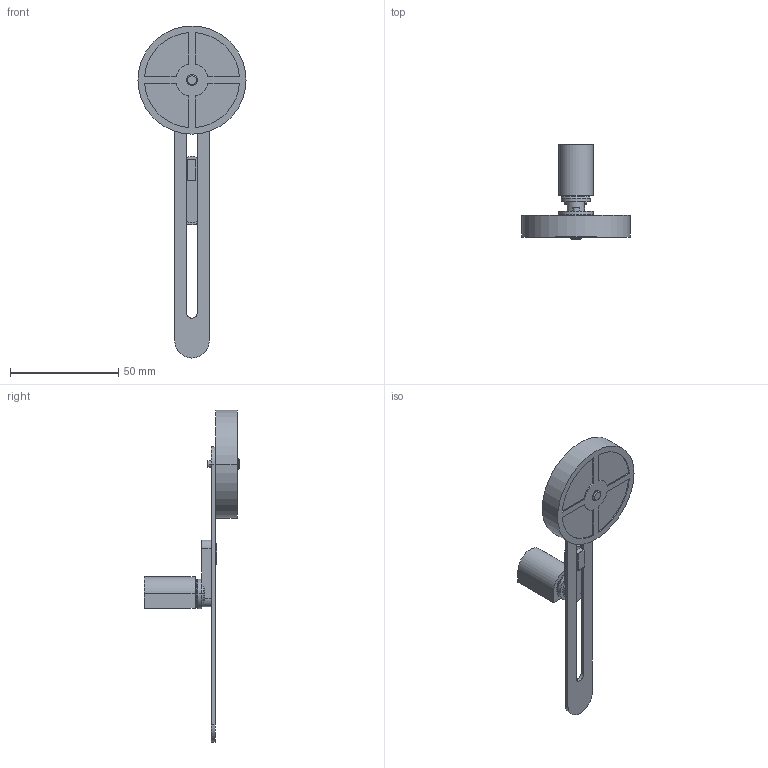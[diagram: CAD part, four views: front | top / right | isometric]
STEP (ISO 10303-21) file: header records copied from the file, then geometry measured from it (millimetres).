
FILE_DESCRIPTION((''),'2;1');
FILE_NAME('3d_KBF3S11.stp','2012-10-03T08:18:52',(''),(''),'Mechanical Desktop 2011','Mechanical Desktop 2011',', , ');
FILE_SCHEMA(('CONFIG_CONTROL_DESIGN'));
Length unit declared in the file: millimetre
Products named in the file (1): Product
Bounding box: 50 x 43.99 x 153.51 mm (x, y, z)
Volume: 28554.8 mm3; surface area: 12940.9 mm2
Topology: 7 solids, 7 shells, 87 faces, 186 edges, 122 vertices
Faces by surface type: plane 46, cylinder 31, cone 8, torus 2
Entity records: 2457 total; most frequent: DIRECTION 440, CARTESIAN_POINT 396, ORIENTED_EDGE 372, EDGE_CURVE 186, AXIS2_PLACEMENT_3D 166, VERTEX_POINT 122, VECTOR 108, LINE 108
